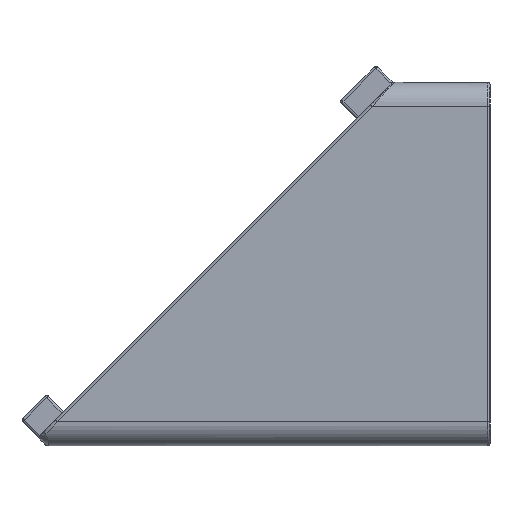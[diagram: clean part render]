
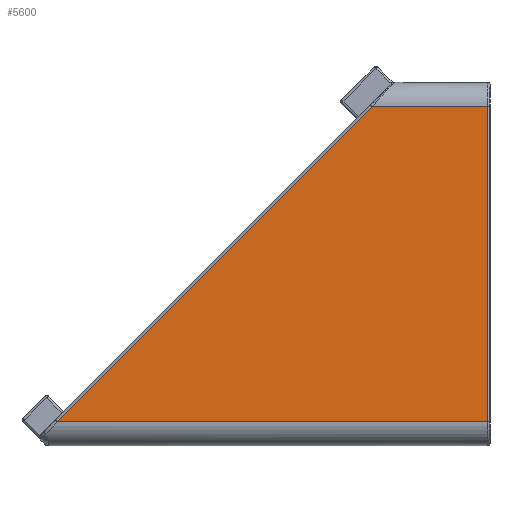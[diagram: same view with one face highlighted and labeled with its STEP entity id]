
A CAD part, left-side view. The second image highlights one B-rep face of the part: STEP entity #5600.
In plain terms, the highlighted planar face has unit normal (-1, 0, 0).
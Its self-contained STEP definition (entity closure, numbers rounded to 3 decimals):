
#84=PLANE('',#6180);
#373=LINE('',#14183,#730);
#374=LINE('',#14187,#731);
#375=LINE('',#14189,#732);
#376=LINE('',#14190,#733);
#730=VECTOR('',#7450,1000.);
#731=VECTOR('',#7455,1000.);
#732=VECTOR('',#7456,1000.);
#733=VECTOR('',#7457,1000.);
#1477=FACE_OUTER_BOUND('',#1867,.T.);
#1867=EDGE_LOOP('',(#4644,#4645,#4646,#4647));
#2727=VERTEX_POINT('',#14171);
#2728=VERTEX_POINT('',#14182);
#2729=VERTEX_POINT('',#14186);
#2730=VERTEX_POINT('',#14188);
#3395=EDGE_CURVE('',#2727,#2728,#373,.T.);
#3397=EDGE_CURVE('',#2729,#2727,#374,.T.);
#3398=EDGE_CURVE('',#2729,#2730,#375,.T.);
#3399=EDGE_CURVE('',#2728,#2730,#376,.T.);
#4644=ORIENTED_EDGE('',*,*,#3395,.F.);
#4645=ORIENTED_EDGE('',*,*,#3397,.F.);
#4646=ORIENTED_EDGE('',*,*,#3398,.T.);
#4647=ORIENTED_EDGE('',*,*,#3399,.F.);
#5600=ADVANCED_FACE('',(#1477),#84,.F.);
#6180=AXIS2_PLACEMENT_3D('',#14185,#7453,#7454);
#7450=DIRECTION('',(0.,-1.,0.));
#7453=DIRECTION('center_axis',(1.,0.,0.));
#7454=DIRECTION('ref_axis',(0.,0.,1.));
#7455=DIRECTION('',(0.,-0.707,0.707));
#7456=DIRECTION('',(0.,-1.,0.));
#7457=DIRECTION('',(0.,0.,-1.));
#14171=CARTESIAN_POINT('',(-30.,9.717,13.));
#14182=CARTESIAN_POINT('',(-30.,0.2,13.));
#14183=CARTESIAN_POINT('',(-30.,38.,13.));
#14185=CARTESIAN_POINT('Origin',(-30.,38.,13.));
#14186=CARTESIAN_POINT('',(-30.,35.717,-13.));
#14187=CARTESIAN_POINT('',(-30.,23.859,-1.141));
#14188=CARTESIAN_POINT('',(-30.,0.2,-13.));
#14189=CARTESIAN_POINT('',(-30.,38.,-13.));
#14190=CARTESIAN_POINT('',(-30.,0.2,13.));
